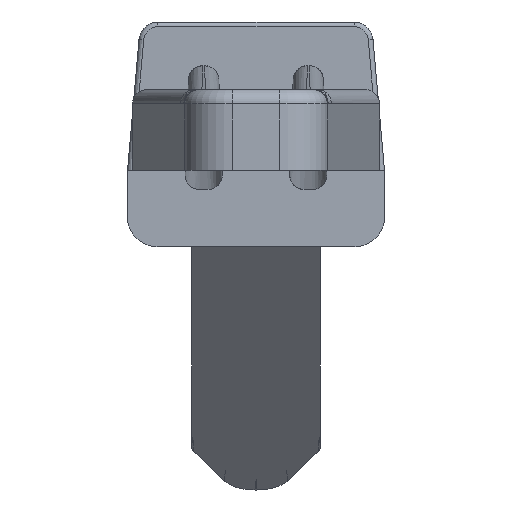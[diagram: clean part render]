
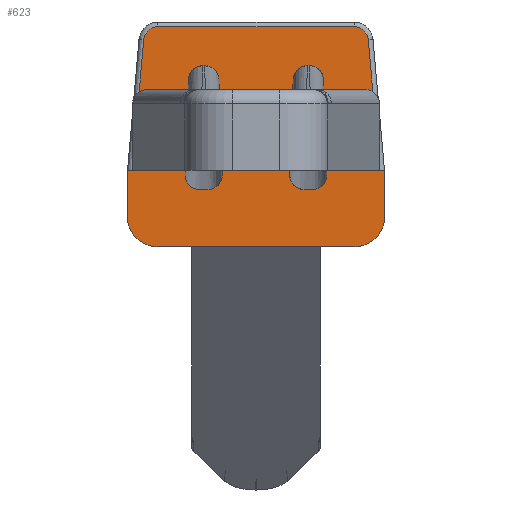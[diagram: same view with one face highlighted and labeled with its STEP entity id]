
A CAD part, front view. The second image highlights one B-rep face of the part: STEP entity #623.
In plain terms, the highlighted planar face has unit normal (0, -1, 0).
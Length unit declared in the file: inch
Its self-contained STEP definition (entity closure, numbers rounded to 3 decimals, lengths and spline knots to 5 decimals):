
#196=FACE_BOUND('',#992,.T.);
#197=FACE_BOUND('',#993,.T.);
#213=LINE('',#3880,#422);
#214=LINE('',#3884,#423);
#215=LINE('',#3888,#424);
#216=LINE('',#3892,#425);
#217=LINE('',#3896,#426);
#218=LINE('',#3900,#427);
#219=LINE('',#3904,#428);
#220=LINE('',#3908,#429);
#221=LINE('',#3909,#430);
#222=LINE('',#3912,#431);
#223=LINE('',#3914,#432);
#224=LINE('',#3918,#433);
#225=LINE('',#3922,#434);
#226=LINE('',#3924,#435);
#227=LINE('',#3926,#436);
#228=LINE('',#3930,#437);
#422=VECTOR('',#3075,1.);
#423=VECTOR('',#3078,1.);
#424=VECTOR('',#3081,1.);
#425=VECTOR('',#3084,1.);
#426=VECTOR('',#3087,1.);
#427=VECTOR('',#3090,1.);
#428=VECTOR('',#3093,1.);
#429=VECTOR('',#3096,1.);
#430=VECTOR('',#3097,1.);
#431=VECTOR('',#3098,1.);
#432=VECTOR('',#3099,1.);
#433=VECTOR('',#3102,1.);
#434=VECTOR('',#3105,1.);
#435=VECTOR('',#3106,1.);
#436=VECTOR('',#3107,1.);
#437=VECTOR('',#3110,1.);
#623=ADVANCED_FACE('',(#196,#197,#837),#777,.T.);
#777=PLANE('',#2779);
#837=FACE_OUTER_BOUND('',#994,.T.);
#992=EDGE_LOOP('',(#1281,#1282,#1283,#1284,#1285,#1286,#1287,#1288));
#993=EDGE_LOOP('',(#1289,#1290,#1291,#1292,#1293,#1294,#1295,#1296));
#994=EDGE_LOOP('',(#1297,#1298,#1299,#1300,#1301,#1302,#1303,#1304,#1305,
#1306,#1307,#1308));
#1186=CIRCLE('',#2767,0.015);
#1187=CIRCLE('',#2768,0.015);
#1188=CIRCLE('',#2769,0.015);
#1189=CIRCLE('',#2770,0.015);
#1190=CIRCLE('',#2771,0.015);
#1191=CIRCLE('',#2772,0.015);
#1192=CIRCLE('',#2773,0.015);
#1193=CIRCLE('',#2774,0.015);
#1194=CIRCLE('',#2775,0.031);
#1195=CIRCLE('',#2776,0.031);
#1196=CIRCLE('',#2777,0.015);
#1197=CIRCLE('',#2778,0.015);
#1281=ORIENTED_EDGE('',*,*,#2313,.T.);
#1282=ORIENTED_EDGE('',*,*,#2314,.F.);
#1283=ORIENTED_EDGE('',*,*,#2315,.T.);
#1284=ORIENTED_EDGE('',*,*,#2316,.T.);
#1285=ORIENTED_EDGE('',*,*,#2317,.T.);
#1286=ORIENTED_EDGE('',*,*,#2318,.T.);
#1287=ORIENTED_EDGE('',*,*,#2319,.T.);
#1288=ORIENTED_EDGE('',*,*,#2320,.F.);
#1289=ORIENTED_EDGE('',*,*,#2321,.T.);
#1290=ORIENTED_EDGE('',*,*,#2322,.F.);
#1291=ORIENTED_EDGE('',*,*,#2323,.T.);
#1292=ORIENTED_EDGE('',*,*,#2324,.F.);
#1293=ORIENTED_EDGE('',*,*,#2325,.T.);
#1294=ORIENTED_EDGE('',*,*,#2326,.T.);
#1295=ORIENTED_EDGE('',*,*,#2327,.T.);
#1296=ORIENTED_EDGE('',*,*,#2328,.T.);
#1297=ORIENTED_EDGE('',*,*,#2329,.T.);
#1298=ORIENTED_EDGE('',*,*,#2330,.T.);
#1299=ORIENTED_EDGE('',*,*,#2331,.F.);
#1300=ORIENTED_EDGE('',*,*,#2332,.T.);
#1301=ORIENTED_EDGE('',*,*,#2333,.T.);
#1302=ORIENTED_EDGE('',*,*,#2334,.T.);
#1303=ORIENTED_EDGE('',*,*,#2335,.T.);
#1304=ORIENTED_EDGE('',*,*,#2336,.T.);
#1305=ORIENTED_EDGE('',*,*,#2337,.T.);
#1306=ORIENTED_EDGE('',*,*,#2338,.T.);
#1307=ORIENTED_EDGE('',*,*,#2339,.T.);
#1308=ORIENTED_EDGE('',*,*,#2340,.T.);
#2069=VERTEX_POINT('',#3878);
#2070=VERTEX_POINT('',#3879);
#2071=VERTEX_POINT('',#3881);
#2072=VERTEX_POINT('',#3883);
#2073=VERTEX_POINT('',#3885);
#2074=VERTEX_POINT('',#3887);
#2075=VERTEX_POINT('',#3889);
#2076=VERTEX_POINT('',#3891);
#2077=VERTEX_POINT('',#3894);
#2078=VERTEX_POINT('',#3895);
#2079=VERTEX_POINT('',#3897);
#2080=VERTEX_POINT('',#3899);
#2081=VERTEX_POINT('',#3901);
#2082=VERTEX_POINT('',#3903);
#2083=VERTEX_POINT('',#3905);
#2084=VERTEX_POINT('',#3907);
#2085=VERTEX_POINT('',#3910);
#2086=VERTEX_POINT('',#3911);
#2087=VERTEX_POINT('',#3913);
#2088=VERTEX_POINT('',#3915);
#2089=VERTEX_POINT('',#3917);
#2090=VERTEX_POINT('',#3919);
#2091=VERTEX_POINT('',#3921);
#2092=VERTEX_POINT('',#3923);
#2093=VERTEX_POINT('',#3925);
#2094=VERTEX_POINT('',#3927);
#2095=VERTEX_POINT('',#3929);
#2096=VERTEX_POINT('',#3931);
#2313=EDGE_CURVE('',#2069,#2070,#1186,.T.);
#2314=EDGE_CURVE('',#2071,#2070,#213,.T.);
#2315=EDGE_CURVE('',#2071,#2072,#1187,.T.);
#2316=EDGE_CURVE('',#2072,#2073,#214,.T.);
#2317=EDGE_CURVE('',#2073,#2074,#1188,.T.);
#2318=EDGE_CURVE('',#2074,#2075,#215,.T.);
#2319=EDGE_CURVE('',#2075,#2076,#1189,.T.);
#2320=EDGE_CURVE('',#2069,#2076,#216,.T.);
#2321=EDGE_CURVE('',#2077,#2078,#1190,.T.);
#2322=EDGE_CURVE('',#2079,#2078,#217,.T.);
#2323=EDGE_CURVE('',#2079,#2080,#1191,.T.);
#2324=EDGE_CURVE('',#2081,#2080,#218,.T.);
#2325=EDGE_CURVE('',#2081,#2082,#1192,.T.);
#2326=EDGE_CURVE('',#2082,#2083,#219,.T.);
#2327=EDGE_CURVE('',#2083,#2084,#1193,.T.);
#2328=EDGE_CURVE('',#2084,#2077,#220,.T.);
#2329=EDGE_CURVE('',#2085,#2086,#221,.T.);
#2330=EDGE_CURVE('',#2086,#2087,#222,.T.);
#2331=EDGE_CURVE('',#2088,#2087,#223,.T.);
#2332=EDGE_CURVE('',#2088,#2089,#1194,.T.);
#2333=EDGE_CURVE('',#2089,#2090,#224,.T.);
#2334=EDGE_CURVE('',#2090,#2091,#1195,.T.);
#2335=EDGE_CURVE('',#2091,#2092,#225,.T.);
#2336=EDGE_CURVE('',#2092,#2093,#226,.T.);
#2337=EDGE_CURVE('',#2093,#2094,#227,.T.);
#2338=EDGE_CURVE('',#2094,#2095,#1196,.T.);
#2339=EDGE_CURVE('',#2095,#2096,#228,.T.);
#2340=EDGE_CURVE('',#2096,#2085,#1197,.T.);
#2767=AXIS2_PLACEMENT_3D('',#3877,#3073,#3074);
#2768=AXIS2_PLACEMENT_3D('',#3882,#3076,#3077);
#2769=AXIS2_PLACEMENT_3D('',#3886,#3079,#3080);
#2770=AXIS2_PLACEMENT_3D('',#3890,#3082,#3083);
#2771=AXIS2_PLACEMENT_3D('',#3893,#3085,#3086);
#2772=AXIS2_PLACEMENT_3D('',#3898,#3088,#3089);
#2773=AXIS2_PLACEMENT_3D('',#3902,#3091,#3092);
#2774=AXIS2_PLACEMENT_3D('',#3906,#3094,#3095);
#2775=AXIS2_PLACEMENT_3D('',#3916,#3100,#3101);
#2776=AXIS2_PLACEMENT_3D('',#3920,#3103,#3104);
#2777=AXIS2_PLACEMENT_3D('',#3928,#3108,#3109);
#2778=AXIS2_PLACEMENT_3D('',#3932,#3111,#3112);
#2779=AXIS2_PLACEMENT_3D('',#3933,#3113,#3114);
#3073=DIRECTION('',(0.,1.,0.));
#3074=DIRECTION('',(0.,0.,1.));
#3075=DIRECTION('',(-0.035,0.,0.999));
#3076=DIRECTION('',(0.,1.,0.));
#3077=DIRECTION('',(0.,0.,1.));
#3078=DIRECTION('',(-1.,0.,0.));
#3079=DIRECTION('',(0.,1.,0.));
#3080=DIRECTION('',(0.,0.,1.));
#3081=DIRECTION('',(0.035,0.,0.999));
#3082=DIRECTION('',(0.,1.,0.));
#3083=DIRECTION('',(0.,0.,1.));
#3084=DIRECTION('',(-1.,0.,0.));
#3085=DIRECTION('',(0.,1.,0.));
#3086=DIRECTION('',(0.,0.,1.));
#3087=DIRECTION('',(-0.035,0.,0.999));
#3088=DIRECTION('',(0.,1.,0.));
#3089=DIRECTION('',(0.,0.,1.));
#3090=DIRECTION('',(1.,0.,0.));
#3091=DIRECTION('',(0.,1.,0.));
#3092=DIRECTION('',(0.,0.,1.));
#3093=DIRECTION('',(0.035,0.,0.999));
#3094=DIRECTION('',(0.,1.,0.));
#3095=DIRECTION('',(0.,0.,1.));
#3096=DIRECTION('',(1.,0.,0.));
#3097=DIRECTION('',(-0.087,0.,-0.996));
#3098=DIRECTION('',(-1.,0.,0.));
#3099=DIRECTION('',(0.,0.,1.));
#3100=DIRECTION('',(0.,-1.,0.));
#3101=DIRECTION('',(0.,0.,-1.));
#3102=DIRECTION('',(1.,0.,0.));
#3103=DIRECTION('',(0.,-1.,0.));
#3104=DIRECTION('',(0.,0.,-1.));
#3105=DIRECTION('',(0.,0.,1.));
#3106=DIRECTION('',(-1.,0.,0.));
#3107=DIRECTION('',(-0.087,0.,0.996));
#3108=DIRECTION('',(0.,-1.,0.));
#3109=DIRECTION('',(0.,0.,-1.));
#3110=DIRECTION('',(-1.,0.,0.));
#3111=DIRECTION('',(0.,-1.,0.));
#3112=DIRECTION('',(0.,0.,-1.));
#3113=DIRECTION('',(0.,-1.,0.));
#3114=DIRECTION('',(0.,0.,-1.));
#3877=CARTESIAN_POINT('',(0.18597,0.47,0.095));
#3878=CARTESIAN_POINT('',(0.18597,0.47,0.11));
#3879=CARTESIAN_POINT('',(0.20097,0.47,0.09552));
#3880=CARTESIAN_POINT('',(0.205,0.47,-0.02));
#3881=CARTESIAN_POINT('',(0.20446,0.47,-0.00448));
#3882=CARTESIAN_POINT('',(0.18947,0.47,-0.005));
#3883=CARTESIAN_POINT('',(0.18947,0.47,-0.02));
#3884=CARTESIAN_POINT('',(0.205,0.47,-0.02));
#3885=CARTESIAN_POINT('',(0.18053,0.47,-0.02));
#3886=CARTESIAN_POINT('',(0.18053,0.47,-0.005));
#3887=CARTESIAN_POINT('',(0.16554,0.47,-0.00448));
#3888=CARTESIAN_POINT('',(0.165,0.47,-0.02));
#3889=CARTESIAN_POINT('',(0.16903,0.47,0.09552));
#3890=CARTESIAN_POINT('',(0.18403,0.47,0.095));
#3891=CARTESIAN_POINT('',(0.18403,0.47,0.11));
#3892=CARTESIAN_POINT('',(0.205,0.47,0.11));
#3893=CARTESIAN_POINT('',(0.07597,0.47,0.095));
#3894=CARTESIAN_POINT('',(0.07597,0.47,0.11));
#3895=CARTESIAN_POINT('',(0.09097,0.47,0.09552));
#3896=CARTESIAN_POINT('',(0.095,0.47,-0.02));
#3897=CARTESIAN_POINT('',(0.09446,0.47,-0.00448));
#3898=CARTESIAN_POINT('',(0.07947,0.47,-0.005));
#3899=CARTESIAN_POINT('',(0.07947,0.47,-0.02));
#3900=CARTESIAN_POINT('',(0.055,0.47,-0.02));
#3901=CARTESIAN_POINT('',(0.07053,0.47,-0.02));
#3902=CARTESIAN_POINT('',(0.07053,0.47,-0.005));
#3903=CARTESIAN_POINT('',(0.05554,0.47,-0.00448));
#3904=CARTESIAN_POINT('',(0.055,0.47,-0.02));
#3905=CARTESIAN_POINT('',(0.05903,0.47,0.09552));
#3906=CARTESIAN_POINT('',(0.07403,0.47,0.095));
#3907=CARTESIAN_POINT('',(0.07403,0.47,0.11));
#3908=CARTESIAN_POINT('',(0.055,0.47,0.11));
#3909=CARTESIAN_POINT('',(0.00101,0.47,0.01129));
#3910=CARTESIAN_POINT('',(0.01203,0.47,0.13731));
#3911=CARTESIAN_POINT('',(0.00002,0.47,0.));
#3912=CARTESIAN_POINT('',(0.13,0.47,0.));
#3913=CARTESIAN_POINT('',(-0.005,0.47,0.));
#3914=CARTESIAN_POINT('',(-0.005,0.47,-0.025));
#3915=CARTESIAN_POINT('',(-0.005,0.47,-0.049));
#3916=CARTESIAN_POINT('',(0.026,0.47,-0.049));
#3917=CARTESIAN_POINT('',(0.026,0.47,-0.08));
#3918=CARTESIAN_POINT('',(-0.005,0.47,-0.08));
#3919=CARTESIAN_POINT('',(0.234,0.47,-0.08));
#3920=CARTESIAN_POINT('',(0.234,0.47,-0.049));
#3921=CARTESIAN_POINT('',(0.265,0.47,-0.049));
#3922=CARTESIAN_POINT('',(0.265,0.47,-0.025));
#3923=CARTESIAN_POINT('',(0.265,0.47,0.));
#3924=CARTESIAN_POINT('',(0.13,0.47,0.));
#3925=CARTESIAN_POINT('',(0.25998,0.47,0.));
#3926=CARTESIAN_POINT('',(0.25899,0.47,0.01129));
#3927=CARTESIAN_POINT('',(0.24797,0.47,0.13731));
#3928=CARTESIAN_POINT('',(0.23303,0.47,0.136));
#3929=CARTESIAN_POINT('',(0.23303,0.47,0.151));
#3930=CARTESIAN_POINT('',(0.13,0.47,0.151));
#3931=CARTESIAN_POINT('',(0.02697,0.47,0.151));
#3932=CARTESIAN_POINT('',(0.02697,0.47,0.136));
#3933=CARTESIAN_POINT('',(0.13,0.47,0.));
